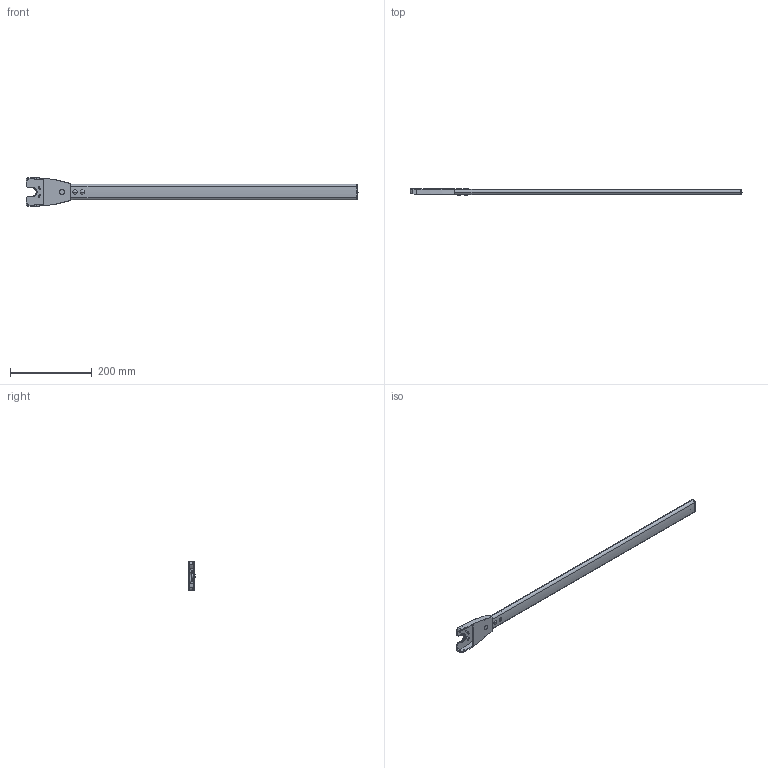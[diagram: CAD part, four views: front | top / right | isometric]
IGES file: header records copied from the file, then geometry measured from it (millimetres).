
Start section: SolidWorks IGES file using analytic representation for surfaces
Global section: file name: KC-339-1.IGS,15; native system: HSolidWorks 2007; preprocessor: SolidWorks 2007; author: 8sw; date: 090928.164150; units: millimetre
Bounding box: 812.6 x 16.5 x 70 mm (x, y, z)
Surface area: 143892.6 mm2 (no closed solid volume)
Topology: 0 solids, 0 shells, 142 faces, 1757 edges, 1754 vertices
Faces by surface type: revolution 78, bspline 64
